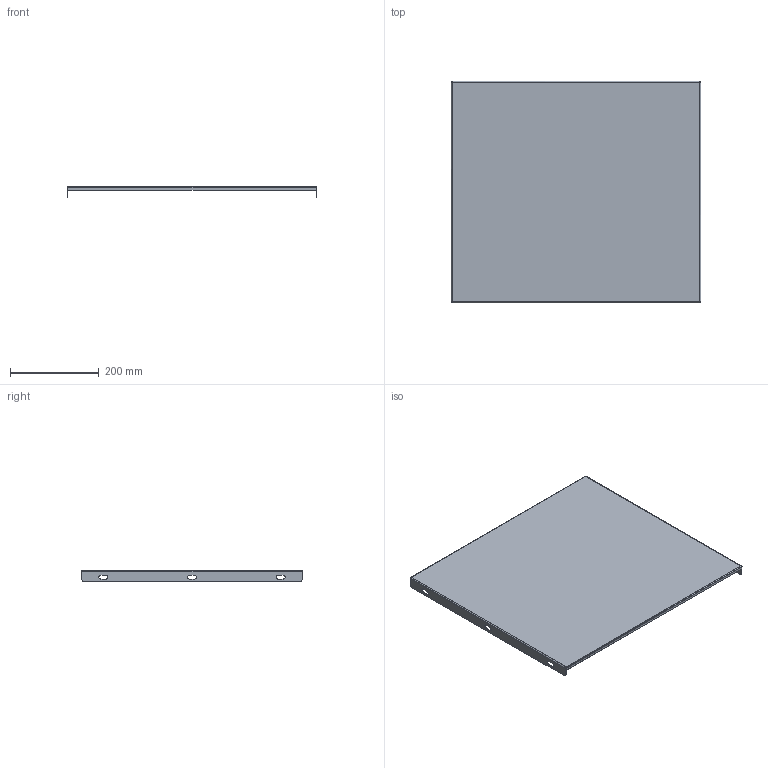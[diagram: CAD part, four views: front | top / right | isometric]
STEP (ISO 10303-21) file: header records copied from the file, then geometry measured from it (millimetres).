
FILE_DESCRIPTION (( 'STEP AP214' ), '1' );
FILE_NAME ('YKV-PM-500-562 Ïàíåëü ìîíòàæíàÿ 500õ562 SMART (êîìï. 2øò.).STEP', '2020-02-19T11:50:23', ( '' ), ( '' ), 'SwSTEP 2.0', 'SolidWorks 2017', '' );
FILE_SCHEMA (( 'AUTOMOTIVE_DESIGN' ));
Length unit declared in the file: millimetre
Products named in the file (1): YKV-PM-500-562 Ïàíåëü ìîíòàæíàÿ 500õ562 SMART (êîìï. 2øò.)
Bounding box: 562 x 499 x 25 mm (x, y, z)
Volume: 462619.7 mm3; surface area: 620633.3 mm2
Topology: 1 solids, 1 shells, 66 faces, 160 edges, 96 vertices
Faces by surface type: plane 34, cylinder 24, bspline 8
Entity records: 2122 total; most frequent: CARTESIAN_POINT 587, ORIENTED_EDGE 320, DIRECTION 294, EDGE_CURVE 160, VECTOR 112, LINE 112, VERTEX_POINT 96, AXIS2_PLACEMENT_3D 91
